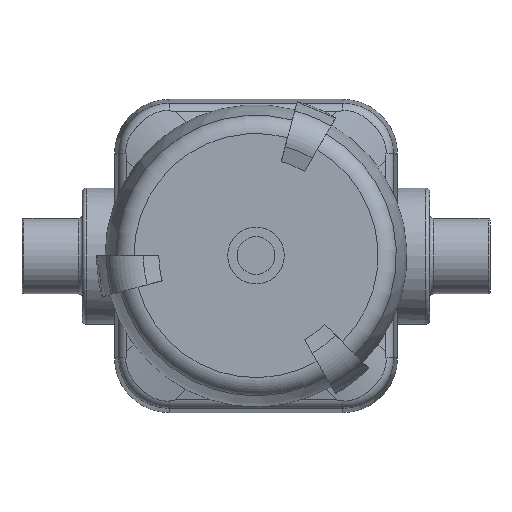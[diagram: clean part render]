
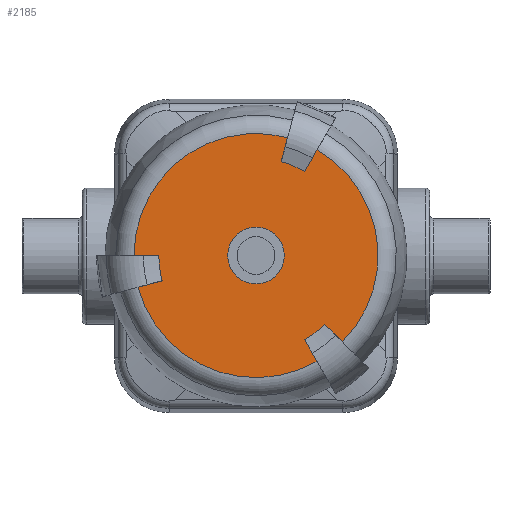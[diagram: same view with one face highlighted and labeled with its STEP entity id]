
A CAD part, top view. The second image highlights one B-rep face of the part: STEP entity #2185.
In plain terms, the highlighted planar face has unit normal (0, 0, 1).
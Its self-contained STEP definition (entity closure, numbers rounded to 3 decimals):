
#151=FACE_BOUND($,#422,.T.);
#260=FACE_OUTER_BOUND($,#421,.T.);
#421=EDGE_LOOP($,(#1757,#1758,#1759,#1760,#1761,#1762,#1763,#1764,#1765,
#1766,#1767,#1768));
#422=EDGE_LOOP($,(#1769));
#571=LINE($,#3824,#697);
#572=LINE($,#3827,#698);
#573=LINE($,#3837,#699);
#574=LINE($,#3841,#700);
#575=LINE($,#3845,#701);
#576=LINE($,#3849,#702);
#697=VECTOR($,#2957,6.594);
#698=VECTOR($,#2960,6.594);
#699=VECTOR($,#2971,6.594);
#700=VECTOR($,#2974,6.594);
#701=VECTOR($,#2977,6.594);
#702=VECTOR($,#2980,6.594);
#783=CIRCLE($,#2383,7.5);
#796=CIRCLE($,#2401,25.748);
#808=CIRCLE($,#2417,32.343);
#809=CIRCLE($,#2418,25.748);
#810=CIRCLE($,#2419,32.343);
#811=CIRCLE($,#2420,25.748);
#812=CIRCLE($,#2421,32.343);
#989=VERTEX_POINT($,#3752);
#1008=VERTEX_POINT($,#3795);
#1009=VERTEX_POINT($,#3797);
#1014=VERTEX_POINT($,#3822);
#1015=VERTEX_POINT($,#3826);
#1018=VERTEX_POINT($,#3834);
#1019=VERTEX_POINT($,#3836);
#1020=VERTEX_POINT($,#3838);
#1021=VERTEX_POINT($,#3840);
#1022=VERTEX_POINT($,#3842);
#1023=VERTEX_POINT($,#3844);
#1024=VERTEX_POINT($,#3846);
#1025=VERTEX_POINT($,#3848);
#1246=EDGE_CURVE($,#989,#989,#783,.T.);
#1266=EDGE_CURVE($,#1009,#1008,#796,.T.);
#1276=EDGE_CURVE($,#1008,#1014,#571,.T.);
#1277=EDGE_CURVE($,#1015,#1009,#572,.T.);
#1281=EDGE_CURVE($,#1018,#1014,#808,.T.);
#1282=EDGE_CURVE($,#1018,#1019,#573,.T.);
#1283=EDGE_CURVE($,#1019,#1020,#809,.T.);
#1284=EDGE_CURVE($,#1020,#1021,#574,.T.);
#1285=EDGE_CURVE($,#1022,#1021,#810,.T.);
#1286=EDGE_CURVE($,#1022,#1023,#575,.T.);
#1287=EDGE_CURVE($,#1023,#1024,#811,.T.);
#1288=EDGE_CURVE($,#1024,#1025,#576,.T.);
#1289=EDGE_CURVE($,#1015,#1025,#812,.T.);
#1757=ORIENTED_EDGE($,*,*,#1277,.T.);
#1758=ORIENTED_EDGE($,*,*,#1266,.T.);
#1759=ORIENTED_EDGE($,*,*,#1276,.T.);
#1760=ORIENTED_EDGE($,*,*,#1281,.F.);
#1761=ORIENTED_EDGE($,*,*,#1282,.T.);
#1762=ORIENTED_EDGE($,*,*,#1283,.T.);
#1763=ORIENTED_EDGE($,*,*,#1284,.T.);
#1764=ORIENTED_EDGE($,*,*,#1285,.F.);
#1765=ORIENTED_EDGE($,*,*,#1286,.T.);
#1766=ORIENTED_EDGE($,*,*,#1287,.T.);
#1767=ORIENTED_EDGE($,*,*,#1288,.T.);
#1768=ORIENTED_EDGE($,*,*,#1289,.F.);
#1769=ORIENTED_EDGE($,*,*,#1246,.T.);
#2095=PLANE($,#2416);
#2185=ADVANCED_FACE($,(#260,#151),#2095,.T.);
#2383=AXIS2_PLACEMENT_3D($,#3753,#2891,#2892);
#2401=AXIS2_PLACEMENT_3D($,#3798,#2934,#2935);
#2416=AXIS2_PLACEMENT_3D($,#3833,#2967,#2968);
#2417=AXIS2_PLACEMENT_3D($,#3835,#2969,#2970);
#2418=AXIS2_PLACEMENT_3D($,#3839,#2972,#2973);
#2419=AXIS2_PLACEMENT_3D($,#3843,#2975,#2976);
#2420=AXIS2_PLACEMENT_3D($,#3847,#2978,#2979);
#2421=AXIS2_PLACEMENT_3D($,#3850,#2981,#2982);
#2891=DIRECTION('center_axis',(0.,0.,-1.));
#2892=DIRECTION('ref_axis',(1.,0.,0.));
#2934=DIRECTION('center_axis',(0.,0.,1.));
#2935=DIRECTION('ref_axis',(-0.5,0.866,0.));
#2957=DIRECTION($,(-0.707,0.707,0.));
#2960=DIRECTION($,(0.5,-0.866,0.));
#2967=DIRECTION('center_axis',(0.,0.,1.));
#2968=DIRECTION('ref_axis',(0.,-1.,0.));
#2969=DIRECTION('center_axis',(0.,0.,-1.));
#2970=DIRECTION('ref_axis',(1.,0.,0.));
#2971=DIRECTION($,(0.5,0.866,0.));
#2972=DIRECTION('center_axis',(0.,0.,1.));
#2973=DIRECTION('ref_axis',(-0.5,-0.866,0.));
#2974=DIRECTION($,(-0.259,-0.966,0.));
#2975=DIRECTION('center_axis',(0.,0.,-1.));
#2976=DIRECTION('ref_axis',(1.,0.,0.));
#2977=DIRECTION($,(-1.,0.,0.));
#2978=DIRECTION('center_axis',(0.,0.,1.));
#2979=DIRECTION('ref_axis',(1.,0.,0.));
#2980=DIRECTION($,(0.966,0.259,0.));
#2981=DIRECTION('center_axis',(0.,0.,-1.));
#2982=DIRECTION('ref_axis',(1.,0.,0.));
#3752=CARTESIAN_POINT('',(-7.5,0.,89.));
#3753=CARTESIAN_POINT('Origin',(0.,0.,89.));
#3795=CARTESIAN_POINT('',(-18.207,18.207,89.));
#3797=CARTESIAN_POINT('',(-12.874,22.298,89.));
#3798=CARTESIAN_POINT('Origin',(0.,0.,89.));
#3822=CARTESIAN_POINT('',(-22.87,22.87,89.));
#3824=CARTESIAN_POINT($,(-18.207,18.207,89.));
#3826=CARTESIAN_POINT('',(-16.171,28.009,89.));
#3827=CARTESIAN_POINT($,(-16.171,28.009,89.));
#3833=CARTESIAN_POINT('Origin',(19.921,0.,89.));
#3834=CARTESIAN_POINT('',(-16.171,-28.009,89.));
#3835=CARTESIAN_POINT('Origin',(0.,0.,89.));
#3836=CARTESIAN_POINT('',(-12.874,-22.298,89.));
#3837=CARTESIAN_POINT($,(-16.171,-28.009,89.));
#3838=CARTESIAN_POINT('',(-6.664,-24.871,89.));
#3839=CARTESIAN_POINT('Origin',(0.,0.,89.));
#3840=CARTESIAN_POINT('',(-8.371,-31.241,89.));
#3841=CARTESIAN_POINT($,(-6.664,-24.871,89.));
#3842=CARTESIAN_POINT('',(32.343,0.,89.));
#3843=CARTESIAN_POINT('Origin',(0.,0.,89.));
#3844=CARTESIAN_POINT('',(25.748,0.,89.));
#3845=CARTESIAN_POINT($,(32.343,0.,89.));
#3846=CARTESIAN_POINT('',(24.871,6.664,89.));
#3847=CARTESIAN_POINT('Origin',(0.,0.,89.));
#3848=CARTESIAN_POINT('',(31.241,8.371,89.));
#3849=CARTESIAN_POINT($,(24.871,6.664,89.));
#3850=CARTESIAN_POINT('Origin',(0.,0.,89.));
